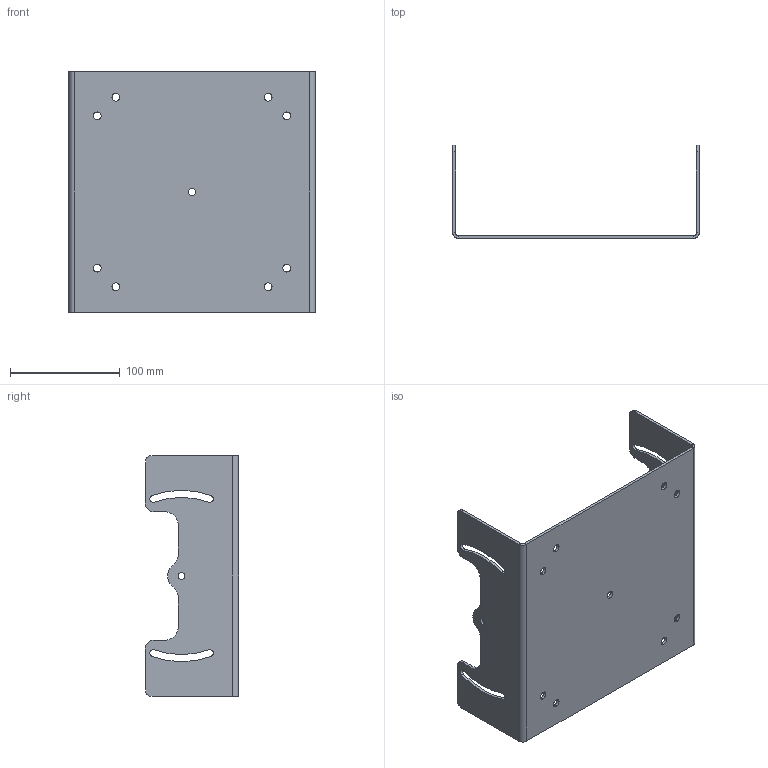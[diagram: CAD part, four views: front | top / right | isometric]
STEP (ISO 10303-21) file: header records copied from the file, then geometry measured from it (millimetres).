
FILE_DESCRIPTION((''),'2;1');
FILE_NAME('185136_ASM','2015-03-28T',('PDMAdmin'),(''),'PRO/ENGINEER BY PARAMETRIC TECHNOLOGY CORPORATION, 2013230','PRO/ENGINEER BY PARAMETRIC TECHNOLOGY CORPORATION, 2013230','');
FILE_SCHEMA(('CONFIG_CONTROL_DESIGN'));
Length unit declared in the file: millimetre
Products named in the file (3): 181437; 92485_ASM; 185136_ASM
Assembly tree (2 placements, depth 3):
  185136_ASM
    92485_ASM
      181437
Bounding box: 225.2 x 85 x 220 mm (x, y, z)
Volume: 199052.8 mm3; surface area: 158432 mm2
Topology: 1 solids, 1 shells, 255 faces, 716 edges, 472 vertices
Faces by surface type: plane 195, cylinder 60
Entity records: 8296 total; most frequent: CARTESIAN_POINT 1449, ORIENTED_EDGE 1432, DIRECTION 1358, EDGE_CURVE 716, VECTOR 596, LINE 596, VERTEX_POINT 472, AXIS2_PLACEMENT_3D 381
